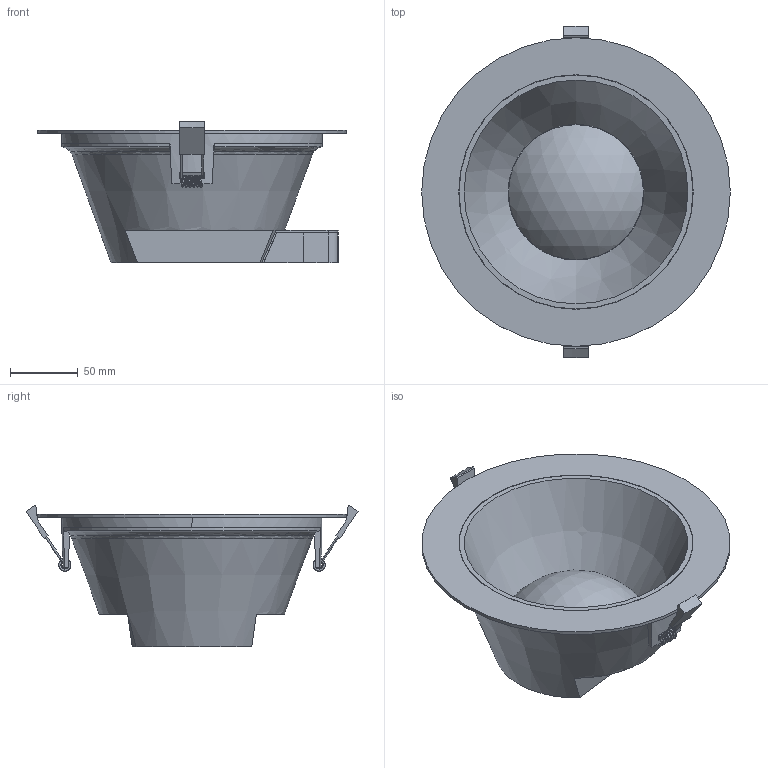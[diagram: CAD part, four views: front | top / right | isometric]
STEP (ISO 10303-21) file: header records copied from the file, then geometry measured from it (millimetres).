
FILE_DESCRIPTION (( 'STEP AP214' ), '1' );
FILE_NAME ('DL_COMFORT_DN205_20W.STEP', '2023-07-07T08:36:20', ( '' ), ( '' ), 'SwSTEP 2.0', 'SolidWorks 2022', '' );
FILE_SCHEMA (( 'AUTOMOTIVE_DESIGN' ));
Length unit declared in the file: millimetre
Products named in the file (1): DL_COMFORT_DN205_20W
Bounding box: 228 x 245.3 x 104.48 mm (x, y, z)
Volume: 290941.9 mm3; surface area: 325384.2 mm2
Topology: 8 solids, 8 shells, 185 faces, 500 edges, 341 vertices
Faces by surface type: plane 101, cylinder 36, cone 17, bspline 17, torus 12, sphere 2
Full cylindrical faces by diameter (mm): 1.6 x2, 94.515 x1, 99.69 x1, 172.799 x1, 173.279 x1, 182.244 x1, 227.999 x1
Entity records: 12560 total; most frequent: CARTESIAN_POINT 6196, ORIENTED_EDGE 942, DIRECTION 760, EDGE_CURVE 471, VERTEX_POINT 331, AXIS2_PLACEMENT_3D 295, EDGE_LOOP 214, FACE_OUTER_BOUND 198
